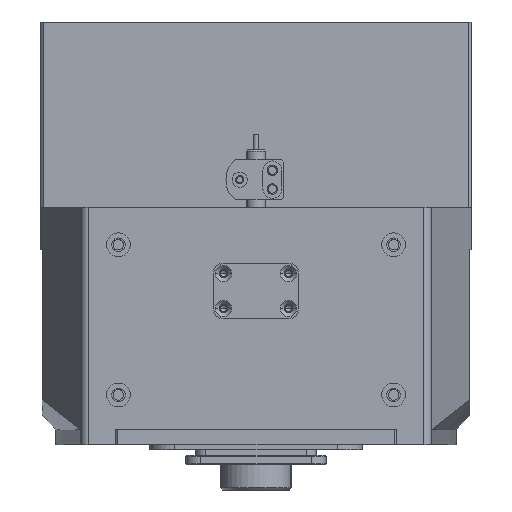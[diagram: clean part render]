
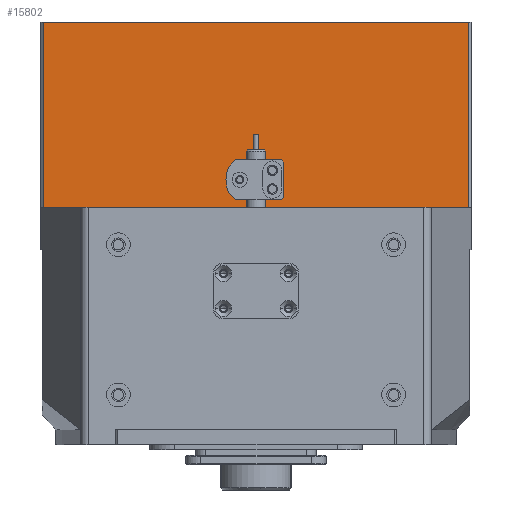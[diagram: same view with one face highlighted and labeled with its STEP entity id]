
A CAD part, left-side view. The second image highlights one B-rep face of the part: STEP entity #15802.
In plain terms, the highlighted planar face has unit normal (-1, 0, 0).
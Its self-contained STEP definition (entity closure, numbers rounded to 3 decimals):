
#780 = CARTESIAN_POINT ( 'NONE',  ( -166.809, 5.967, 490. ) ) ;
#1461 = VECTOR ( 'NONE', #47917, 1000. ) ;
#1948 = LINE ( 'NONE', #43668, #47493 ) ;
#2660 = CARTESIAN_POINT ( 'NONE',  ( -166.809, -79.033, 490. ) ) ;
#3281 = VECTOR ( 'NONE', #4871, 1000. ) ;
#4871 = DIRECTION ( 'NONE',  ( 0., 0., -1. ) ) ;
#5315 = EDGE_CURVE ( 'NONE', #14133, #38297, #42120, .T. ) ;
#5856 = EDGE_CURVE ( 'NONE', #12315, #16390, #26096, .T. ) ;
#7036 = EDGE_LOOP ( 'NONE', ( #9264, #47419, #33941, #14994 ) ) ;
#7397 = CIRCLE ( 'NONE', #31096, 2.15 ) ;
#9264 = ORIENTED_EDGE ( 'NONE', *, *, #16379, .F. ) ;
#10039 = LINE ( 'NONE', #20037, #3281 ) ;
#10099 = AXIS2_PLACEMENT_3D ( 'NONE', #35361, #15651, #27492 ) ;
#10322 = EDGE_LOOP ( 'NONE', ( #43843, #36550 ) ) ;
#10989 = EDGE_CURVE ( 'NONE', #45586, #48892, #33222, .T. ) ;
#11364 = CARTESIAN_POINT ( 'NONE',  ( -166.809, -0.533, 423.25 ) ) ;
#11886 = CARTESIAN_POINT ( 'NONE',  ( -166.809, -79.033, 416. ) ) ;
#12222 = CIRCLE ( 'NONE', #34161, 1.65 ) ;
#12315 = VERTEX_POINT ( 'NONE', #46752 ) ;
#14133 = VERTEX_POINT ( 'NONE', #2660 ) ;
#14752 = DIRECTION ( 'NONE',  ( 1., 0., 0. ) ) ;
#14994 = ORIENTED_EDGE ( 'NONE', *, *, #26963, .T. ) ;
#15422 = VECTOR ( 'NONE', #24249, 1000. ) ;
#15651 = DIRECTION ( 'NONE',  ( 1., 0., 0. ) ) ;
#15731 = PLANE ( 'NONE',  #42070 ) ;
#15802 = ADVANCED_FACE ( 'NONE', ( #29124, #32199, #40817, #16857 ), #15731, .F. ) ;
#16325 = CARTESIAN_POINT ( 'NONE',  ( -166.809, 12.467, 427. ) ) ;
#16379 = EDGE_CURVE ( 'NONE', #40733, #42424, #1948, .T. ) ;
#16390 = VERTEX_POINT ( 'NONE', #35555 ) ;
#16857 = FACE_OUTER_BOUND ( 'NONE', #7036, .T. ) ;
#17037 = CARTESIAN_POINT ( 'NONE',  ( -166.809, 12.467, 428.65 ) ) ;
#19844 = DIRECTION ( 'NONE',  ( 0., 0., -1. ) ) ;
#20037 = CARTESIAN_POINT ( 'NONE',  ( -166.809, 90.967, 416. ) ) ;
#20059 = EDGE_CURVE ( 'NONE', #28905, #37343, #22078, .T. ) ;
#20450 = DIRECTION ( 'NONE',  ( 0., 0., -1. ) ) ;
#20568 = CARTESIAN_POINT ( 'NONE',  ( -166.809, 12.467, 425.35 ) ) ;
#21030 = CIRCLE ( 'NONE', #10099, 2.15 ) ;
#21578 = ORIENTED_EDGE ( 'NONE', *, *, #28030, .T. ) ;
#22078 = CIRCLE ( 'NONE', #31922, 1.65 ) ;
#22794 = EDGE_LOOP ( 'NONE', ( #40103, #26489 ) ) ;
#22960 = CARTESIAN_POINT ( 'NONE',  ( -166.809, 90.967, 490. ) ) ;
#23074 = CARTESIAN_POINT ( 'NONE',  ( -166.809, -0.533, 428.6 ) ) ;
#23958 = CARTESIAN_POINT ( 'NONE',  ( -166.809, -94.033, 416. ) ) ;
#24249 = DIRECTION ( 'NONE',  ( 0., 0., 1. ) ) ;
#25389 = EDGE_CURVE ( 'NONE', #16390, #12315, #7397, .T. ) ;
#25458 = EDGE_CURVE ( 'NONE', #40733, #14133, #42483, .T. ) ;
#26096 = CIRCLE ( 'NONE', #39127, 2.15 ) ;
#26489 = ORIENTED_EDGE ( 'NONE', *, *, #25389, .T. ) ;
#26963 = EDGE_CURVE ( 'NONE', #38297, #42424, #10039, .T. ) ;
#27492 = DIRECTION ( 'NONE',  ( 0., 0., -1. ) ) ;
#28030 = EDGE_CURVE ( 'NONE', #48892, #45586, #21030, .T. ) ;
#28905 = VERTEX_POINT ( 'NONE', #20568 ) ;
#29124 = FACE_BOUND ( 'NONE', #10322, .T. ) ;
#29403 = AXIS2_PLACEMENT_3D ( 'NONE', #40477, #44432, #40318 ) ;
#30179 = EDGE_CURVE ( 'NONE', #37343, #28905, #12222, .T. ) ;
#31096 = AXIS2_PLACEMENT_3D ( 'NONE', #11364, #43015, #46409 ) ;
#31922 = AXIS2_PLACEMENT_3D ( 'NONE', #16325, #44628, #20450 ) ;
#32060 = EDGE_LOOP ( 'NONE', ( #32489, #21578 ) ) ;
#32199 = FACE_BOUND ( 'NONE', #32060, .T. ) ;
#32489 = ORIENTED_EDGE ( 'NONE', *, *, #10989, .T. ) ;
#33222 = CIRCLE ( 'NONE', #29403, 2.15 ) ;
#33891 = DIRECTION ( 'NONE',  ( 1., 0., 0. ) ) ;
#33941 = ORIENTED_EDGE ( 'NONE', *, *, #5315, .T. ) ;
#34161 = AXIS2_PLACEMENT_3D ( 'NONE', #38277, #14752, #42240 ) ;
#35361 = CARTESIAN_POINT ( 'NONE',  ( -166.809, -0.533, 430.75 ) ) ;
#35440 = DIRECTION ( 'NONE',  ( 1., 0., 0. ) ) ;
#35555 = CARTESIAN_POINT ( 'NONE',  ( -166.809, -0.533, 421.1 ) ) ;
#36550 = ORIENTED_EDGE ( 'NONE', *, *, #20059, .T. ) ;
#37343 = VERTEX_POINT ( 'NONE', #17037 ) ;
#37843 = DIRECTION ( 'NONE',  ( 0., 0., -1. ) ) ;
#38039 = CARTESIAN_POINT ( 'NONE',  ( -166.809, -0.533, 432.9 ) ) ;
#38277 = CARTESIAN_POINT ( 'NONE',  ( -166.809, 12.467, 427. ) ) ;
#38297 = VERTEX_POINT ( 'NONE', #22960 ) ;
#39127 = AXIS2_PLACEMENT_3D ( 'NONE', #49523, #33891, #37843 ) ;
#40103 = ORIENTED_EDGE ( 'NONE', *, *, #5856, .T. ) ;
#40318 = DIRECTION ( 'NONE',  ( 0., 0., -1. ) ) ;
#40477 = CARTESIAN_POINT ( 'NONE',  ( -166.809, -0.533, 430.75 ) ) ;
#40733 = VERTEX_POINT ( 'NONE', #47403 ) ;
#40817 = FACE_BOUND ( 'NONE', #22794, .T. ) ;
#42070 = AXIS2_PLACEMENT_3D ( 'NONE', #23958, #35440, #19844 ) ;
#42120 = LINE ( 'NONE', #780, #1461 ) ;
#42240 = DIRECTION ( 'NONE',  ( 0., 0., -1. ) ) ;
#42424 = VERTEX_POINT ( 'NONE', #44142 ) ;
#42483 = LINE ( 'NONE', #11886, #15422 ) ;
#43015 = DIRECTION ( 'NONE',  ( 1., 0., 0. ) ) ;
#43668 = CARTESIAN_POINT ( 'NONE',  ( -166.809, -94.033, 416. ) ) ;
#43843 = ORIENTED_EDGE ( 'NONE', *, *, #30179, .T. ) ;
#44142 = CARTESIAN_POINT ( 'NONE',  ( -166.809, 90.967, 416. ) ) ;
#44432 = DIRECTION ( 'NONE',  ( 1., 0., 0. ) ) ;
#44628 = DIRECTION ( 'NONE',  ( 1., 0., 0. ) ) ;
#45586 = VERTEX_POINT ( 'NONE', #38039 ) ;
#46409 = DIRECTION ( 'NONE',  ( 0., 0., -1. ) ) ;
#46752 = CARTESIAN_POINT ( 'NONE',  ( -166.809, -0.533, 425.4 ) ) ;
#47403 = CARTESIAN_POINT ( 'NONE',  ( -166.809, -79.033, 416. ) ) ;
#47419 = ORIENTED_EDGE ( 'NONE', *, *, #25458, .T. ) ;
#47493 = VECTOR ( 'NONE', #47745, 1000. ) ;
#47745 = DIRECTION ( 'NONE',  ( 0., 1., 0. ) ) ;
#47917 = DIRECTION ( 'NONE',  ( 0., 1., 0. ) ) ;
#48892 = VERTEX_POINT ( 'NONE', #23074 ) ;
#49523 = CARTESIAN_POINT ( 'NONE',  ( -166.809, -0.533, 423.25 ) ) ;
